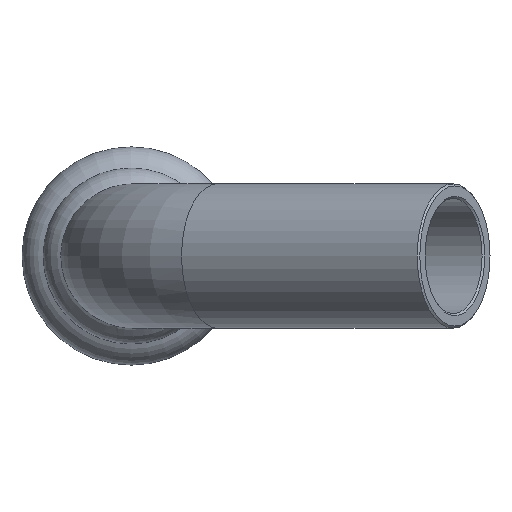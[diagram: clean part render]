
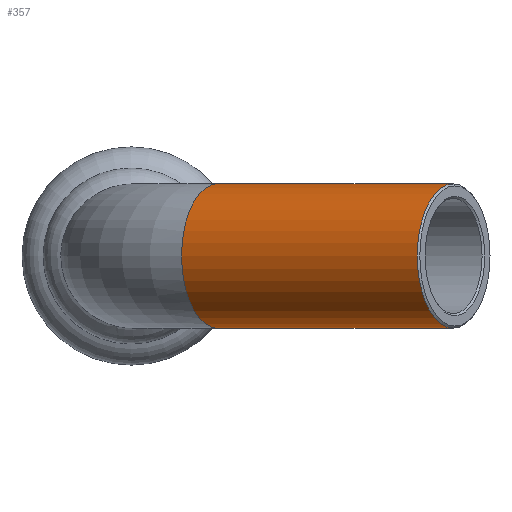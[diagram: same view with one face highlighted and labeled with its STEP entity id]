
A CAD part, left-side view. The second image highlights one B-rep face of the part: STEP entity #357.
In plain terms, the highlighted cylindrical face has radius 7.5 mm (diameter 15 mm), a full revolution.
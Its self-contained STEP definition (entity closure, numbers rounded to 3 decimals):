
#29=LINE('',#637,#38);
#38=VECTOR('',#515,7.5);
#46=CYLINDRICAL_SURFACE('',#417,7.5);
#56=FACE_OUTER_BOUND('',#74,.T.);
#74=EDGE_LOOP('',(#266,#267,#268,#269,#270,#271));
#104=CIRCLE('',#412,7.5);
#105=CIRCLE('',#413,7.5);
#108=CIRCLE('',#418,7.5);
#109=CIRCLE('',#419,7.5);
#145=VERTEX_POINT('',#623);
#146=VERTEX_POINT('',#624);
#149=VERTEX_POINT('',#634);
#150=VERTEX_POINT('',#635);
#191=EDGE_CURVE('',#145,#146,#104,.T.);
#192=EDGE_CURVE('',#146,#145,#105,.T.);
#196=EDGE_CURVE('',#149,#150,#108,.T.);
#197=EDGE_CURVE('',#150,#146,#29,.T.);
#198=EDGE_CURVE('',#150,#149,#109,.T.);
#266=ORIENTED_EDGE('',*,*,#196,.T.);
#267=ORIENTED_EDGE('',*,*,#197,.T.);
#268=ORIENTED_EDGE('',*,*,#191,.F.);
#269=ORIENTED_EDGE('',*,*,#192,.F.);
#270=ORIENTED_EDGE('',*,*,#197,.F.);
#271=ORIENTED_EDGE('',*,*,#198,.T.);
#357=ADVANCED_FACE('',(#56),#46,.T.);
#412=AXIS2_PLACEMENT_3D('',#625,#500,#501);
#413=AXIS2_PLACEMENT_3D('',#626,#502,#503);
#417=AXIS2_PLACEMENT_3D('',#633,#511,#512);
#418=AXIS2_PLACEMENT_3D('',#636,#513,#514);
#419=AXIS2_PLACEMENT_3D('',#638,#516,#517);
#500=DIRECTION('center_axis',(-0.5,-0.866,0.));
#501=DIRECTION('ref_axis',(0.866,-0.5,0.));
#502=DIRECTION('center_axis',(-0.5,-0.866,0.));
#503=DIRECTION('ref_axis',(0.866,-0.5,0.));
#511=DIRECTION('center_axis',(0.5,0.866,0.));
#512=DIRECTION('ref_axis',(-0.866,0.5,0.));
#513=DIRECTION('center_axis',(-0.5,-0.866,0.));
#514=DIRECTION('ref_axis',(0.,0.,-1.));
#515=DIRECTION('',(-0.5,-0.866,0.));
#516=DIRECTION('center_axis',(-0.5,-0.866,0.));
#517=DIRECTION('ref_axis',(0.,0.,-1.));
#623=CARTESIAN_POINT('',(-56.234,-29.759,0.));
#624=CARTESIAN_POINT('',(-43.243,-37.259,0.));
#625=CARTESIAN_POINT('Origin',(-49.738,-33.509,0.));
#626=CARTESIAN_POINT('Origin',(-49.738,-33.509,0.));
#633=CARTESIAN_POINT('Origin',(-42.713,-21.341,0.));
#634=CARTESIAN_POINT('',(-35.588,-9.,7.5));
#635=CARTESIAN_POINT('',(-29.093,-12.75,0.));
#636=CARTESIAN_POINT('Origin',(-35.588,-9.,0.));
#637=CARTESIAN_POINT('',(-36.218,-25.091,0.));
#638=CARTESIAN_POINT('Origin',(-35.588,-9.,0.));
